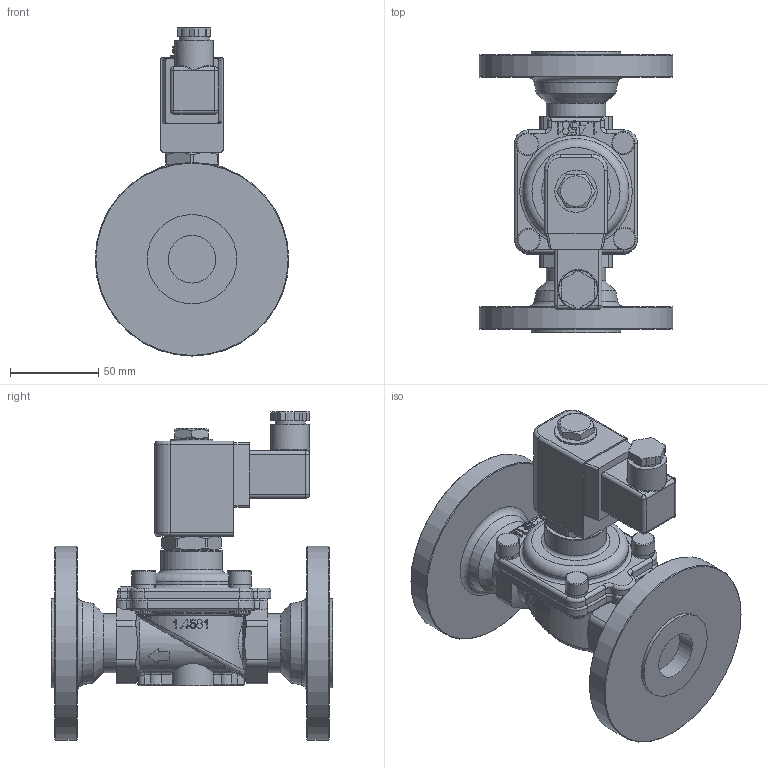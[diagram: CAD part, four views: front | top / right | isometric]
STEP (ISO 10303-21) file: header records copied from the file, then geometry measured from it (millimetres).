
FILE_DESCRIPTION(/* description */ ('3D-Modell'),/* implementation_level */ '2;1');
FILE_NAME(/* name */ '027.002337 E2703-0801-702-AF.stp',/* time_stamp */ '2023-03-07T10:27:49+01:00',/* author */ ('EToews'),/* organization */ (''),/* preprocessor_version */ 'ST-DEVELOPER v16.1',/* originating_system */ 'Autodesk Inventor 2016',/* authorisation */ '');
FILE_SCHEMA (('AUTOMOTIVE_DESIGN { 1 0 10303 214 3 1 1 }'));
Length unit declared in the file: millimetre
Products named in the file (1): 88-005865
Bounding box: 110 x 160 x 186.4 mm (x, y, z)
Volume: 672001 mm3; surface area: 97659.9 mm2
Topology: 1 solids, 1 shells, 568 faces, 1469 edges, 930 vertices
Faces by surface type: plane 245, cylinder 168, torus 70, bspline 61, cone 20, sphere 4
Full cylindrical faces by diameter (mm): 8 x8, 13 x4, 17 x1, 22 x1, 24 x1, 27 x2, 33.7 x2, 35 x1, 50.8 x2, 60 x1, 110 x2
Entity records: 19944 total; most frequent: CARTESIAN_POINT 6247, ORIENTED_EDGE 2772, DIRECTION 2576, EDGE_CURVE 1386, AXIS2_PLACEMENT_3D 977, VERTEX_POINT 910, EDGE_LOOP 666, LINE 622
